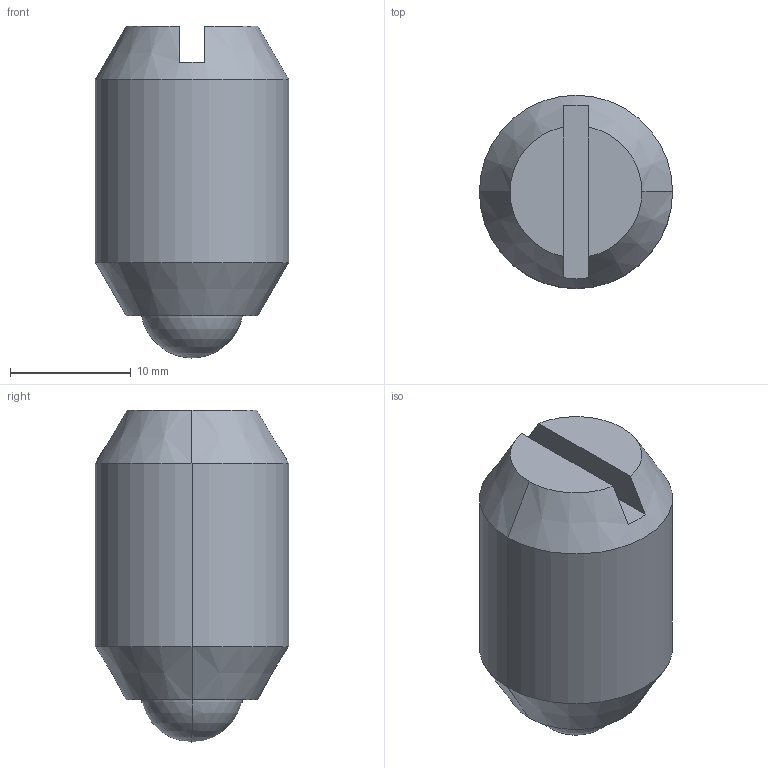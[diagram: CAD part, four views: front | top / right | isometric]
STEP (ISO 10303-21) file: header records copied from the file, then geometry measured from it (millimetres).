
FILE_DESCRIPTION(('STEP AP214'),'1');
FILE_NAME(' ',' ',('TraceParts'),('TraceParts S.A.'),'XStep 1.0',' ',' ');
FILE_SCHEMA(('automotive_design'));
Length unit declared in the file: millimetre
Products named in the file (2): 1; 2
Bounding box: 16 x 16 x 27.5 mm (x, y, z)
Volume: 5284.7 mm3; surface area: 2098.1 mm2
Topology: 2 solids, 2 shells, 23 faces, 48 edges, 29 vertices
Faces by surface type: plane 9, cylinder 6, cone 6, sphere 2
Entity records: 1208 total; most frequent: DIRECTION 118, CARTESIAN_POINT 108, STYLED_ITEM 100, PRESENTATION_STYLE_ASSIGNMENT 100, COLOUR_RGB 100, ORIENTED_EDGE 92, AXIS2_PLACEMENT_3D 51, EDGE_CURVE 46
